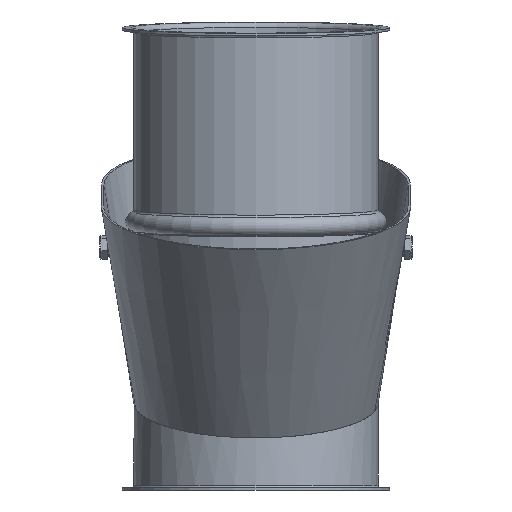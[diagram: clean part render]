
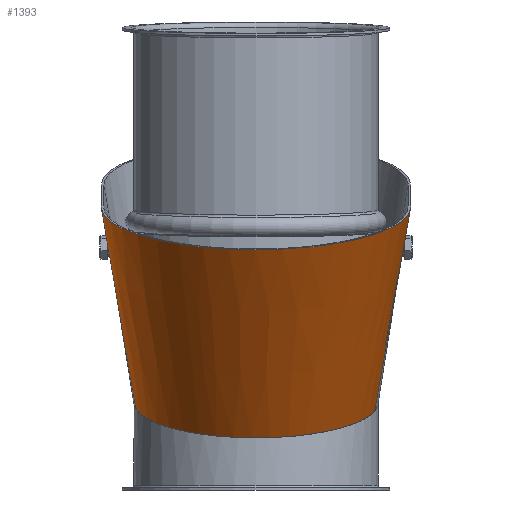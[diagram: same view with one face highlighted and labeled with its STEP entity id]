
A CAD part, left-side view. The second image highlights one B-rep face of the part: STEP entity #1393.
In plain terms, the highlighted free-form (B-spline) face has degree [3, 3] with [23, 4] control points.
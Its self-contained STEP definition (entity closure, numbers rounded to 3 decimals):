
#1061=CARTESIAN_POINT('',(72.796,-18.774,0.0));
#1062=VERTEX_POINT('',#1061);
#1070=CARTESIAN_POINT('',(-73.625,-14.871,0.0));
#1071=VERTEX_POINT('',#1070);
#1072=CARTESIAN_POINT('',(0.,0.,0.0));
#1073=DIRECTION('',(0.0,0.0,-1.0));
#1074=DIRECTION('',(0.0,1.0,0.0));
#1075=AXIS2_PLACEMENT_3D('',#1072,#1073,#1074);
#1076=ELLIPSE('',#1075,78.021,75.);
#1077=EDGE_CURVE('',#1062,#1071,#1076,.T.);
#1111=CARTESIAN_POINT('',(-95.0,-41.5,137.0));
#1112=VERTEX_POINT('',#1111);
#1119=CARTESIAN_POINT('',(95.,-41.5,137.0));
#1120=VERTEX_POINT('',#1119);
#1121=CARTESIAN_POINT('',(0.,-41.5,137.0));
#1122=DIRECTION('',(0.0,0.0,-1.0));
#1123=DIRECTION('',(1.0,0.0,0.0));
#1124=AXIS2_PLACEMENT_3D('',#1121,#1122,#1123);
#1125=CIRCLE('',#1124,95.0);
#1126=EDGE_CURVE('',#1120,#1112,#1125,.T.);
#1275=CARTESIAN_POINT('',(95.,-41.5,137.0));
#1276=DIRECTION('',(-0.158,0.162,-0.974));
#1277=VECTOR('',#1276,140.636);
#1278=LINE('',#1275,#1277);
#1279=EDGE_CURVE('',#1120,#1062,#1278,.T.);
#1289=CARTESIAN_POINT('',(95.,-41.5,137.0));
#1290=CARTESIAN_POINT('',(95.,-42.667,137.0));
#1291=CARTESIAN_POINT('',(94.998,-47.548,137.));
#1292=CARTESIAN_POINT('',(93.577,-59.823,137.0));
#1293=CARTESIAN_POINT('',(89.729,-73.649,137.));
#1294=CARTESIAN_POINT('',(83.944,-86.852,137.));
#1295=CARTESIAN_POINT('',(76.601,-98.191,137.));
#1296=CARTESIAN_POINT('',(69.085,-106.906,137.0));
#1297=CARTESIAN_POINT('',(60.49,-115.19,137.0));
#1298=CARTESIAN_POINT('',(47.764,-124.368,137.));
#1299=CARTESIAN_POINT('',(29.842,-132.423,137.0));
#1300=CARTESIAN_POINT('',(10.153,-136.675,137.0));
#1301=CARTESIAN_POINT('',(-10.154,-136.678,137.));
#1302=CARTESIAN_POINT('',(-26.56,-133.13,137.));
#1303=CARTESIAN_POINT('',(-38.804,-128.396,137.));
#1304=CARTESIAN_POINT('',(-50.311,-122.532,137.0));
#1305=CARTESIAN_POINT('',(-63.033,-113.354,137.0));
#1306=CARTESIAN_POINT('',(-77.157,-98.306,137.));
#1307=CARTESIAN_POINT('',(-87.777,-79.939,137.));
#1308=CARTESIAN_POINT('',(-93.399,-61.353,137.0));
#1309=CARTESIAN_POINT('',(-94.998,-47.55,137.));
#1310=CARTESIAN_POINT('',(-95.,-42.667,137.0));
#1311=CARTESIAN_POINT('',(-95.,-41.5,137.0));
#1312=CARTESIAN_POINT('',(87.599,-33.925,91.333));
#1313=CARTESIAN_POINT('',(87.53,-34.994,91.333));
#1314=CARTESIAN_POINT('',(87.249,-39.409,91.333));
#1315=CARTESIAN_POINT('',(85.338,-50.374,91.333));
#1316=CARTESIAN_POINT('',(81.251,-62.614,91.333));
#1317=CARTESIAN_POINT('',(75.528,-74.226,91.333));
#1318=CARTESIAN_POINT('',(68.552,-84.134,91.333));
#1319=CARTESIAN_POINT('',(61.556,-91.712,91.333));
#1320=CARTESIAN_POINT('',(53.634,-98.891,91.333));
#1321=CARTESIAN_POINT('',(42.04,-106.801,91.333));
#1322=CARTESIAN_POINT('',(25.888,-113.676,91.333));
#1323=CARTESIAN_POINT('',(8.259,-117.222,91.333));
#1324=CARTESIAN_POINT('',(-9.864,-117.072,91.333));
#1325=CARTESIAN_POINT('',(-24.504,-113.865,91.333));
#1326=CARTESIAN_POINT('',(-35.455,-109.654,91.333));
#1327=CARTESIAN_POINT('',(-45.769,-104.46,91.333));
#1328=CARTESIAN_POINT('',(-57.231,-96.358,91.333));
#1329=CARTESIAN_POINT('',(-70.104,-83.083,91.333));
#1330=CARTESIAN_POINT('',(-80.036,-66.854,91.333));
#1331=CARTESIAN_POINT('',(-85.657,-50.355,91.333));
#1332=CARTESIAN_POINT('',(-87.615,-38.038,91.333));
#1333=CARTESIAN_POINT('',(-87.827,-33.665,91.333));
#1334=CARTESIAN_POINT('',(-87.875,-32.624,91.333));
#1335=CARTESIAN_POINT('',(80.198,-26.349,45.667));
#1336=CARTESIAN_POINT('',(80.057,-27.323,45.667));
#1337=CARTESIAN_POINT('',(79.5,-31.27,45.667));
#1338=CARTESIAN_POINT('',(77.097,-40.926,45.667));
#1339=CARTESIAN_POINT('',(72.773,-51.58,45.667));
#1340=CARTESIAN_POINT('',(67.112,-61.6,45.667));
#1341=CARTESIAN_POINT('',(60.503,-70.076,45.667));
#1342=CARTESIAN_POINT('',(54.027,-76.517,45.667));
#1343=CARTESIAN_POINT('',(46.778,-82.592,45.667));
#1344=CARTESIAN_POINT('',(36.317,-89.234,45.667));
#1345=CARTESIAN_POINT('',(21.934,-94.928,45.667));
#1346=CARTESIAN_POINT('',(6.366,-97.77,45.667));
#1347=CARTESIAN_POINT('',(-9.573,-97.465,45.667));
#1348=CARTESIAN_POINT('',(-22.448,-94.6,45.667));
#1349=CARTESIAN_POINT('',(-32.104,-90.911,45.667));
#1350=CARTESIAN_POINT('',(-41.226,-86.388,45.667));
#1351=CARTESIAN_POINT('',(-51.429,-79.361,45.667));
#1352=CARTESIAN_POINT('',(-63.05,-67.861,45.667));
#1353=CARTESIAN_POINT('',(-72.297,-53.768,45.667));
#1354=CARTESIAN_POINT('',(-77.914,-39.357,45.667));
#1355=CARTESIAN_POINT('',(-80.234,-28.526,45.667));
#1356=CARTESIAN_POINT('',(-80.65,-24.665,45.667));
#1357=CARTESIAN_POINT('',(-80.75,-23.747,45.667));
#1358=CARTESIAN_POINT('',(72.796,-18.774,0.0));
#1359=CARTESIAN_POINT('',(72.588,-19.65,0.0));
#1360=CARTESIAN_POINT('',(71.751,-23.132,0.0));
#1361=CARTESIAN_POINT('',(68.857,-31.477,0.0));
#1362=CARTESIAN_POINT('',(64.295,-40.546,0.0));
#1363=CARTESIAN_POINT('',(58.696,-48.975,0.0));
#1364=CARTESIAN_POINT('',(52.454,-56.019,0.0));
#1365=CARTESIAN_POINT('',(46.498,-61.323,0.0));
#1366=CARTESIAN_POINT('',(39.922,-66.293,0.0));
#1367=CARTESIAN_POINT('',(30.593,-71.667,0.0));
#1368=CARTESIAN_POINT('',(17.98,-76.181,0.0));
#1369=CARTESIAN_POINT('',(4.473,-78.317,0.0));
#1370=CARTESIAN_POINT('',(-9.283,-77.859,0.0));
#1371=CARTESIAN_POINT('',(-20.392,-75.335,0.0));
#1372=CARTESIAN_POINT('',(-28.754,-72.169,0.0));
#1373=CARTESIAN_POINT('',(-36.683,-68.315,0.0));
#1374=CARTESIAN_POINT('',(-45.628,-62.365,0.0));
#1375=CARTESIAN_POINT('',(-55.996,-52.639,0.0));
#1376=CARTESIAN_POINT('',(-64.556,-40.683,0.0));
#1377=CARTESIAN_POINT('',(-70.172,-28.359,0.0));
#1378=CARTESIAN_POINT('',(-72.852,-19.014,0.0));
#1379=CARTESIAN_POINT('',(-73.477,-15.664,0.0));
#1380=CARTESIAN_POINT('',(-73.625,-14.871,0.0));
#1381=B_SPLINE_SURFACE_WITH_KNOTS('',3,3,((#1289,#1312,#1335,#1358),(#1290,#1313,#1336,#1359),(#1291,#1314,#1337,#1360),(#1292,#1315,#1338,#1361),(#1293,#1316,#1339,#1362),(#1294,#1317,#1340,#1363),(#1295,#1318,#1341,#1364),(#1296,#1319,#1342,#1365),(#1297,#1320,#1343,#1366),(#1298,#1321,#1344,#1367),(#1299,#1322,#1345,#1368),(#1300,#1323,#1346,#1369),(#1301,#1324,#1347,#1370),(#1302,#1325,#1348,#1371),(#1303,#1326,#1349,#1372),(#1304,#1327,#1350,#1373),(#1305,#1328,#1351,#1374),(#1306,#1329,#1352,#1375),(#1307,#1330,#1353,#1376),(#1308,#1331,#1354,#1377),(#1309,#1332,#1355,#1378),(#1310,#1333,#1356,#1379),(#1311,#1334,#1357,#1380)),.UNSPECIFIED.,.F.,.F.,.F.,(4,1,1,1,1,1,1,1,1,1,1,1,1,1,1,1,1,1,1,1,4),(4,4),(0.0,0.071,0.143,0.19,0.238,0.286,0.31,0.333,0.381,0.429,0.476,0.524,0.571,0.595,0.619,0.667,0.714,0.786,0.857,0.929,1.0),(0.0,1.0),.UNSPECIFIED.);
#1382=ORIENTED_EDGE('',*,*,#1126,.T.);
#1383=CARTESIAN_POINT('',(-95.0,-41.5,137.0));
#1384=DIRECTION('',(0.151,0.189,-0.97));
#1385=VECTOR('',#1384,141.191);
#1386=LINE('',#1383,#1385);
#1387=EDGE_CURVE('',#1112,#1071,#1386,.T.);
#1388=ORIENTED_EDGE('',*,*,#1387,.T.);
#1389=ORIENTED_EDGE('',*,*,#1077,.F.);
#1390=ORIENTED_EDGE('',*,*,#1279,.F.);
#1391=EDGE_LOOP('',(#1382,#1388,#1389,#1390));
#1392=FACE_OUTER_BOUND('',#1391,.T.);
#1393=ADVANCED_FACE('',(#1392),#1381,.T.);
